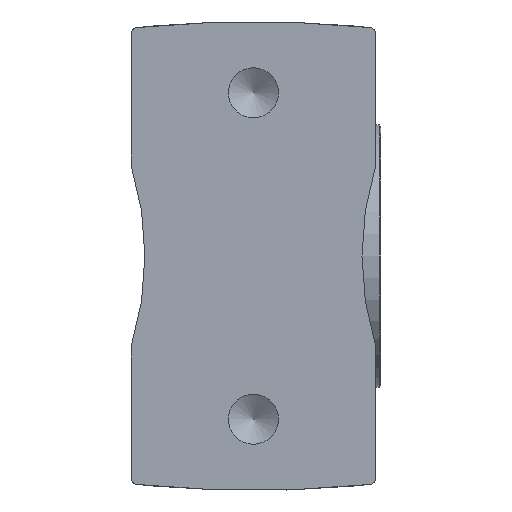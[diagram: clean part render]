
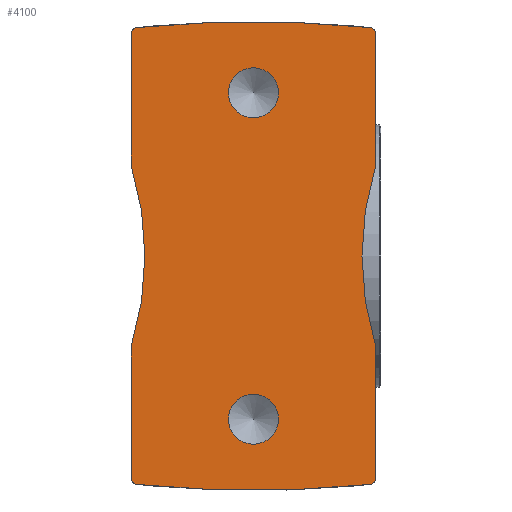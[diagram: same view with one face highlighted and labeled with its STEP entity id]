
A CAD part, front view. The second image highlights one B-rep face of the part: STEP entity #4100.
In plain terms, the highlighted face is planar.
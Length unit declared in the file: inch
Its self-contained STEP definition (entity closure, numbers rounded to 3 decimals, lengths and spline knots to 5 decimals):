
#1013=PLANE('',#4388);
#1059=CIRCLE('',#4279,1.875);
#1061=CIRCLE('',#4283,0.1535);
#1063=CIRCLE('',#4287,0.1535);
#1078=CIRCLE('',#4307,6.9071);
#1102=CIRCLE('',#4343,6.9071);
#1104=CIRCLE('',#4346,0.035);
#1110=CIRCLE('',#4356,1.875);
#1111=CIRCLE('',#4359,0.035);
#1122=CIRCLE('',#4378,0.035);
#1127=CIRCLE('',#4387,0.035);
#1249=VECTOR('',#4665,1.);
#1265=VECTOR('',#4833,1.);
#1390=LINE('',#5565,#1249);
#1406=LINE('',#8326,#1265);
#1540=VERTEX_POINT('',#5564);
#1541=VERTEX_POINT('',#5566);
#1542=VERTEX_POINT('',#5570);
#1544=VERTEX_POINT('',#5575);
#1547=VERTEX_POINT('',#5582);
#1550=VERTEX_POINT('',#5589);
#1567=VERTEX_POINT('',#6214);
#1568=VERTEX_POINT('',#6216);
#1594=VERTEX_POINT('',#7817);
#1595=VERTEX_POINT('',#7819);
#1608=VERTEX_POINT('',#8306);
#1609=VERTEX_POINT('',#8308);
#1611=VERTEX_POINT('',#8325);
#1634=VERTEX_POINT('',#8641);
#1981=EDGE_CURVE('',#1541,#1540,#1390,.T.);
#1984=EDGE_CURVE('',#1540,#1542,#1059,.T.);
#1987=EDGE_CURVE('',#1542,#1544,#1390,.T.);
#1989=EDGE_CURVE('',#1547,#1547,#1061,.T.);
#1991=EDGE_CURVE('',#1550,#1550,#1063,.T.);
#2016=EDGE_CURVE('',#1568,#1567,#1078,.T.);
#2067=EDGE_CURVE('',#1595,#1594,#1102,.T.);
#2071=EDGE_CURVE('',#1541,#1594,#1104,.T.);
#2088=EDGE_CURVE('',#1609,#1608,#1110,.T.);
#2092=EDGE_CURVE('',#1611,#1608,#1406,.T.);
#2093=EDGE_CURVE('',#1595,#1611,#1111,.T.);
#2122=EDGE_CURVE('',#1568,#1544,#1122,.T.);
#2130=EDGE_CURVE('',#1634,#1567,#1127,.T.);
#2131=EDGE_CURVE('',#1609,#1634,#1406,.T.);
#2755=ORIENTED_EDGE('',*,*,#1989,.T.);
#2756=ORIENTED_EDGE('',*,*,#1991,.T.);
#2757=ORIENTED_EDGE('',*,*,#2130,.F.);
#2758=ORIENTED_EDGE('',*,*,#2131,.F.);
#2759=ORIENTED_EDGE('',*,*,#2088,.T.);
#2760=ORIENTED_EDGE('',*,*,#2092,.F.);
#2761=ORIENTED_EDGE('',*,*,#2093,.F.);
#2762=ORIENTED_EDGE('',*,*,#2067,.T.);
#2763=ORIENTED_EDGE('',*,*,#2071,.F.);
#2764=ORIENTED_EDGE('',*,*,#1981,.T.);
#2765=ORIENTED_EDGE('',*,*,#1984,.T.);
#2766=ORIENTED_EDGE('',*,*,#1987,.T.);
#2767=ORIENTED_EDGE('',*,*,#2122,.F.);
#2768=ORIENTED_EDGE('',*,*,#2016,.T.);
#3544=EDGE_LOOP('',(#2755));
#3545=EDGE_LOOP('',(#2756));
#3546=EDGE_LOOP('',(#2757,#2758,#2759,#2760,#2761,#2762,#2763,#2764,#2765,
#2766,#2767,#2768));
#3822=FACE_BOUND('',#3544,.T.);
#3823=FACE_BOUND('',#3545,.T.);
#3824=FACE_BOUND('',#3546,.T.);
#4100=ADVANCED_FACE('',(#3822,#3823,#3824),#1013,.F.);
#4279=AXIS2_PLACEMENT_3D('',#5571,#4670,#4671);
#4283=AXIS2_PLACEMENT_3D('',#5581,#4680,#4681);
#4287=AXIS2_PLACEMENT_3D('',#5588,#4688,#4689);
#4307=AXIS2_PLACEMENT_3D('',#6215,#4728,#4729);
#4343=AXIS2_PLACEMENT_3D('',#7818,#4799,#4800);
#4346=AXIS2_PLACEMENT_3D('',#7835,#4806,#4807);
#4356=AXIS2_PLACEMENT_3D('',#8307,#4828,#4829);
#4359=AXIS2_PLACEMENT_3D('',#8328,#4836,#4837);
#4378=AXIS2_PLACEMENT_3D('',#8627,#4881,#4882);
#4387=AXIS2_PLACEMENT_3D('',#8642,#4901,#4902);
#4388=AXIS2_PLACEMENT_3D('',#8643,#4903,$);
#4665=DIRECTION('',(0.,-1.,0.));
#4670=DIRECTION('',(0.,0.,1.));
#4671=DIRECTION('',(1.875,0.,0.));
#4680=DIRECTION('',(0.,0.,1.));
#4681=DIRECTION('',(0.154,0.,0.));
#4688=DIRECTION('',(0.,0.,1.));
#4689=DIRECTION('',(0.154,0.,0.));
#4728=DIRECTION('',(0.,0.,-1.));
#4729=DIRECTION('',(6.907,0.,0.));
#4799=DIRECTION('',(0.,0.,-1.));
#4800=DIRECTION('',(-6.907,0.,0.));
#4806=DIRECTION('',(0.,0.,1.));
#4807=DIRECTION('',(0.026,0.023,0.));
#4828=DIRECTION('',(0.,0.,1.));
#4829=DIRECTION('',(-1.875,0.,0.));
#4833=DIRECTION('',(0.,-1.,0.));
#4836=DIRECTION('',(0.,0.,1.));
#4837=DIRECTION('',(-0.026,0.023,0.));
#4881=DIRECTION('',(0.,0.,1.));
#4882=DIRECTION('',(0.026,-0.023,0.));
#4901=DIRECTION('',(0.,0.,1.));
#4902=DIRECTION('',(-0.026,-0.023,0.));
#4903=DIRECTION('',(0.,0.,1.));
#5564=CARTESIAN_POINT('',(0.74803,0.55118,0.));
#5565=CARTESIAN_POINT('',(0.74803,1.39638,0.));
#5566=CARTESIAN_POINT('',(0.74803,1.36492,0.));
#5570=CARTESIAN_POINT('',(0.74803,-0.55118,0.));
#5571=CARTESIAN_POINT('',(2.54019,0.,0.));
#5575=CARTESIAN_POINT('',(0.74803,-1.36492,0.));
#5581=CARTESIAN_POINT('',(0.,-1.,0.));
#5582=CARTESIAN_POINT('',(0.1535,-1.,0.));
#5588=CARTESIAN_POINT('',(0.,1.,0.));
#5589=CARTESIAN_POINT('',(0.1535,1.,0.));
#6214=CARTESIAN_POINT('',(-0.71666,-1.39973,0.));
#6215=CARTESIAN_POINT('',(0.,5.47009,0.));
#6216=CARTESIAN_POINT('',(0.71666,-1.39973,0.));
#7817=CARTESIAN_POINT('',(0.71666,1.39973,0.));
#7818=CARTESIAN_POINT('',(0.,-5.47009,0.));
#7819=CARTESIAN_POINT('',(-0.71666,1.39973,0.));
#7835=CARTESIAN_POINT('',(0.71303,1.36492,0.));
#8306=CARTESIAN_POINT('',(-0.74803,0.55118,0.));
#8307=CARTESIAN_POINT('',(-2.54019,0.,0.));
#8308=CARTESIAN_POINT('',(-0.74803,-0.55118,0.));
#8325=CARTESIAN_POINT('',(-0.74803,1.36492,0.));
#8326=CARTESIAN_POINT('',(-0.74803,1.39638,0.));
#8328=CARTESIAN_POINT('',(-0.71303,1.36492,0.));
#8627=CARTESIAN_POINT('',(0.71303,-1.36492,0.));
#8641=CARTESIAN_POINT('',(-0.74803,-1.36492,0.));
#8642=CARTESIAN_POINT('',(-0.71303,-1.36492,0.));
#8643=CARTESIAN_POINT('',(0.37056,0.70974,0.));
